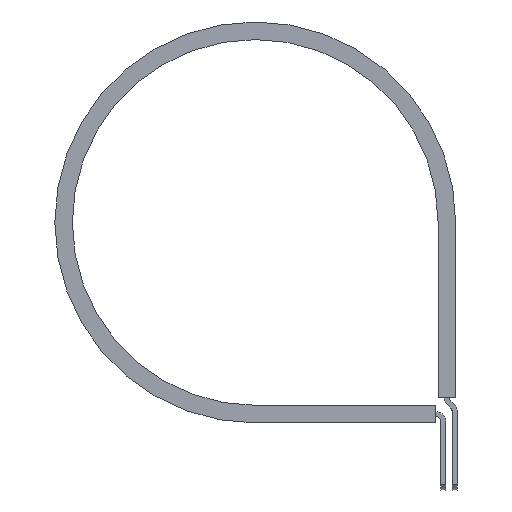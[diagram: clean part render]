
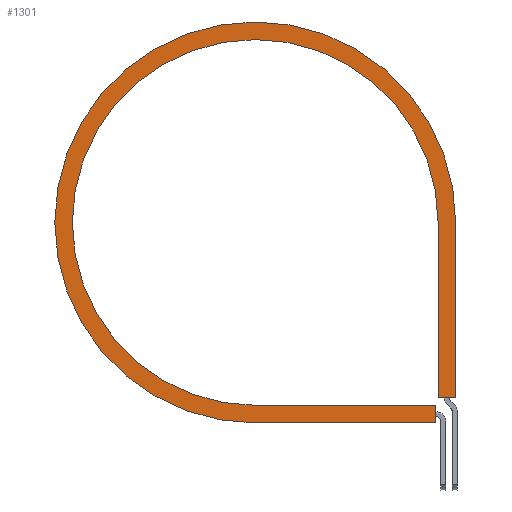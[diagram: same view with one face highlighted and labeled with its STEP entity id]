
A CAD part, front view. The second image highlights one B-rep face of the part: STEP entity #1301.
In plain terms, the highlighted planar face has unit normal (0, -1, 0).
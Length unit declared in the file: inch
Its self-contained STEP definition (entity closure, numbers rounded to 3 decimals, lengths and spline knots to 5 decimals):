
#19 = EDGE_CURVE ( 'NONE', #1206, #448, #661, .T. ) ;
#23 = LINE ( 'NONE', #405, #480 ) ;
#31 = CIRCLE ( 'NONE', #927, 1.75 ) ;
#83 = LINE ( 'NONE', #1144, #536 ) ;
#104 = CARTESIAN_POINT ( 'NONE',  ( 1.75, -0.31, 0. ) ) ;
#113 = DIRECTION ( 'NONE',  ( 0., 0., -1. ) ) ;
#114 = CIRCLE ( 'NONE', #852, 1.918 ) ;
#119 = EDGE_CURVE ( 'NONE', #586, #1480, #622, .T. ) ;
#161 = EDGE_CURVE ( 'NONE', #1735, #953, #176, .T. ) ;
#176 = LINE ( 'NONE', #1462, #600 ) ;
#184 = VECTOR ( 'NONE', #1330, 39.37008 ) ;
#234 = DIRECTION ( 'NONE',  ( 0., 0., 1. ) ) ;
#242 = CARTESIAN_POINT ( 'NONE',  ( 1.918, -0.31, -1.67565 ) ) ;
#314 = DIRECTION ( 'NONE',  ( 0., 0., -1. ) ) ;
#317 = CARTESIAN_POINT ( 'NONE',  ( 0., -0.31, -1.918 ) ) ;
#334 = DIRECTION ( 'NONE',  ( 0., -1., 0. ) ) ;
#347 = CARTESIAN_POINT ( 'NONE',  ( 0., -0.31, 0. ) ) ;
#349 = EDGE_CURVE ( 'NONE', #758, #920, #83, .T. ) ;
#402 = CARTESIAN_POINT ( 'NONE',  ( 1.7247, -0.31, -1.918 ) ) ;
#405 = CARTESIAN_POINT ( 'NONE',  ( 1.7247, -0.31, -1.75 ) ) ;
#448 = VERTEX_POINT ( 'NONE', #1699 ) ;
#450 = CARTESIAN_POINT ( 'NONE',  ( 1.75, -0.31, 0. ) ) ;
#480 = VECTOR ( 'NONE', #234, 39.37008 ) ;
#488 = EDGE_CURVE ( 'NONE', #586, #1206, #31, .T. ) ;
#526 = CARTESIAN_POINT ( 'NONE',  ( 1.75, -0.31, 0. ) ) ;
#531 = ORIENTED_EDGE ( 'NONE', *, *, #349, .T. ) ;
#536 = VECTOR ( 'NONE', #1600, 39.37008 ) ;
#570 = EDGE_CURVE ( 'NONE', #920, #448, #23, .T. ) ;
#585 = DIRECTION ( 'NONE',  ( 1., 0., 0. ) ) ;
#586 = VERTEX_POINT ( 'NONE', #104 ) ;
#600 = VECTOR ( 'NONE', #1132, 39.37008 ) ;
#622 = LINE ( 'NONE', #526, #184 ) ;
#641 = FACE_OUTER_BOUND ( 'NONE', #965, .T. ) ;
#657 = VECTOR ( 'NONE', #1077, 39.37008 ) ;
#661 = LINE ( 'NONE', #1092, #657 ) ;
#684 = ORIENTED_EDGE ( 'NONE', *, *, #866, .T. ) ;
#738 = AXIS2_PLACEMENT_3D ( 'NONE', #450, #1402, #585 ) ;
#758 = VERTEX_POINT ( 'NONE', #317 ) ;
#850 = CARTESIAN_POINT ( 'NONE',  ( 0., -0.31, 0. ) ) ;
#852 = AXIS2_PLACEMENT_3D ( 'NONE', #850, #974, #113 ) ;
#855 = CARTESIAN_POINT ( 'NONE',  ( 0., -0.31, -1.75 ) ) ;
#866 = EDGE_CURVE ( 'NONE', #1735, #758, #114, .T. ) ;
#920 = VERTEX_POINT ( 'NONE', #402 ) ;
#927 = AXIS2_PLACEMENT_3D ( 'NONE', #347, #334, #314 ) ;
#953 = VERTEX_POINT ( 'NONE', #242 ) ;
#965 = EDGE_LOOP ( 'NONE', ( #1564, #1239, #684, #531, #1153, #988, #1403, #966 ) ) ;
#966 = ORIENTED_EDGE ( 'NONE', *, *, #119, .T. ) ;
#974 = DIRECTION ( 'NONE',  ( 0., -1., 0. ) ) ;
#975 = EDGE_CURVE ( 'NONE', #953, #1480, #1478, .T. ) ;
#988 = ORIENTED_EDGE ( 'NONE', *, *, #19, .F. ) ;
#1077 = DIRECTION ( 'NONE',  ( 1., 0., 0. ) ) ;
#1092 = CARTESIAN_POINT ( 'NONE',  ( 0., -0.31, -1.75 ) ) ;
#1123 = CARTESIAN_POINT ( 'NONE',  ( 1.75, -0.31, -1.67565 ) ) ;
#1132 = DIRECTION ( 'NONE',  ( 0., 0., -1. ) ) ;
#1144 = CARTESIAN_POINT ( 'NONE',  ( 0., -0.31, -1.918 ) ) ;
#1153 = ORIENTED_EDGE ( 'NONE', *, *, #570, .T. ) ;
#1206 = VERTEX_POINT ( 'NONE', #855 ) ;
#1219 = DIRECTION ( 'NONE',  ( -1., 0., 0. ) ) ;
#1239 = ORIENTED_EDGE ( 'NONE', *, *, #161, .F. ) ;
#1301 = ADVANCED_FACE ( 'NONE', ( #641 ), #1397, .T. ) ;
#1330 = DIRECTION ( 'NONE',  ( 0., 0., -1. ) ) ;
#1397 = PLANE ( 'NONE',  #738 ) ;
#1402 = DIRECTION ( 'NONE',  ( 0., -1., 0. ) ) ;
#1403 = ORIENTED_EDGE ( 'NONE', *, *, #488, .F. ) ;
#1411 = CARTESIAN_POINT ( 'NONE',  ( 1.918, -0.31, 0. ) ) ;
#1462 = CARTESIAN_POINT ( 'NONE',  ( 1.918, -0.31, 0. ) ) ;
#1468 = VECTOR ( 'NONE', #1219, 39.37008 ) ;
#1478 = LINE ( 'NONE', #1123, #1468 ) ;
#1480 = VERTEX_POINT ( 'NONE', #1695 ) ;
#1564 = ORIENTED_EDGE ( 'NONE', *, *, #975, .F. ) ;
#1600 = DIRECTION ( 'NONE',  ( 1., 0., 0. ) ) ;
#1695 = CARTESIAN_POINT ( 'NONE',  ( 1.75, -0.31, -1.67565 ) ) ;
#1699 = CARTESIAN_POINT ( 'NONE',  ( 1.7247, -0.31, -1.75 ) ) ;
#1735 = VERTEX_POINT ( 'NONE', #1411 ) ;
